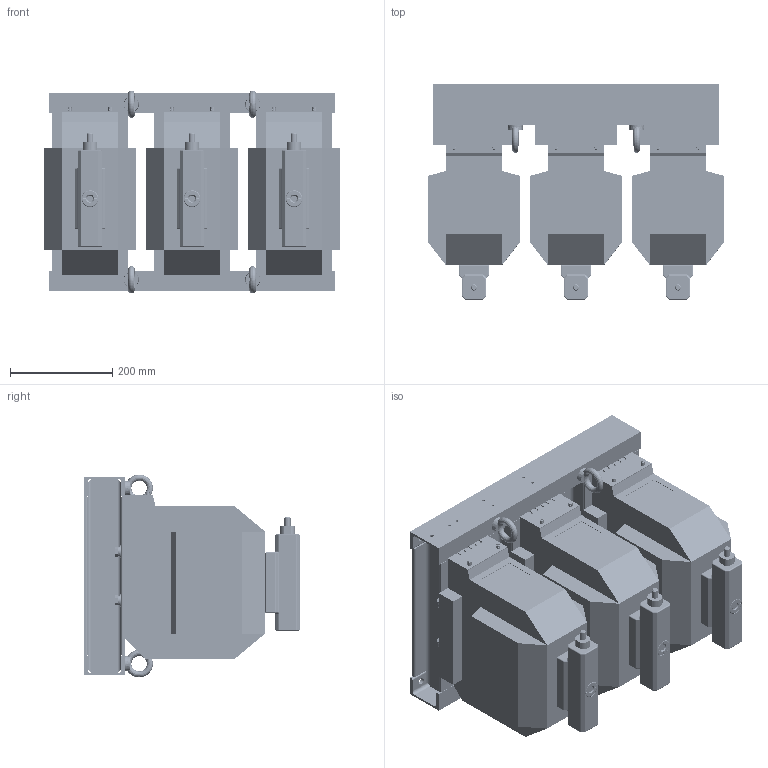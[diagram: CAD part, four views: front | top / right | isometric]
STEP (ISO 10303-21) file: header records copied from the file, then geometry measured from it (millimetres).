
FILE_DESCRIPTION(('STEP AP242'), '1');
FILE_NAME('ÀÄØÏ.1.757.003 ÍÀËÈ-ÝÊ-10 Ì2Ï 3-6-10êÂ', '', ('UNSPECIFIED'), ('UNSPECIFIED'), 'ASCON STEP Converter 1.6', 'ASCON Math Kernel', '');
FILE_SCHEMA(('AP242_MANAGED_MODEL_BASED_3D_ENGINEERING_MIM_LF { 1 0 10303 442 1 1 4 }'));
Length unit declared in the file: millimetre
Products named in the file (36): 鎗鵻罻 楟.8.211.004
Assembly tree (102 placements, depth 5):
  (unnamed)
    (unnamed)  x6
      (unnamed)
    (unnamed)
      (unnamed)
    (unnamed)
      (unnamed)
    (unnamed)  x4
    (unnamed)  x4
    (unnamed)  x16
    (unnamed)  x16
    (unnamed)  x12
    (unnamed)  x3
      (unnamed)
      (unnamed)
      鎗鵻罻 楟.8.211.004
      (unnamed)
      (unnamed)
      (unnamed)
        (unnamed)
        (unnamed)
          (unnamed)
          (unnamed)
          (unnamed)
          (unnamed)
          (unnamed)
        (unnamed)
        (unnamed)
        (unnamed)
        (unnamed)
      (unnamed)
      (unnamed)
      (unnamed)
        (unnamed)
        (unnamed)
        (unnamed)
Bounding box: 580 x 423.5 x 397.89 mm (x, y, z)
Volume: 38624842.5 mm3; surface area: 2479597.6 mm2
Topology: 183 solids, 183 shells, 4928 faces, 11963 edges, 7571 vertices
Faces by surface type: plane 2546, cylinder 1629, cone 342, torus 253, sphere 87, bspline 71
Full cylindrical faces by diameter (mm): 0.007 x3, 2.5 x6, 4 x42, 4.134 x6, 4.917 x15, 5 x12, 6 x21, 6.4 x15, 6.8 x12, 7 x3, 8 x15, 8.376 x3, 8.4 x3, 8.5 x1, 8.95 x3, 10 x48, 10.106 x12, 10.376 x4, 10.5 x3, 11.16 x12, 12 x34, 12.114 x3, 13 x31, 14 x18, 15 x6, 17 x42, 17.294 x3, 18 x6, 20 x3, 22 x3
Entity records: 77613 total; most frequent: CARTESIAN_POINT 32894, DIRECTION 6777, ORIENTED_EDGE 5994, EDGE_CURVE 2997, AXIS2_PLACEMENT_3D 2601, VERTEX_POINT 2053, EDGE_LOOP 1668, LINE 1575
